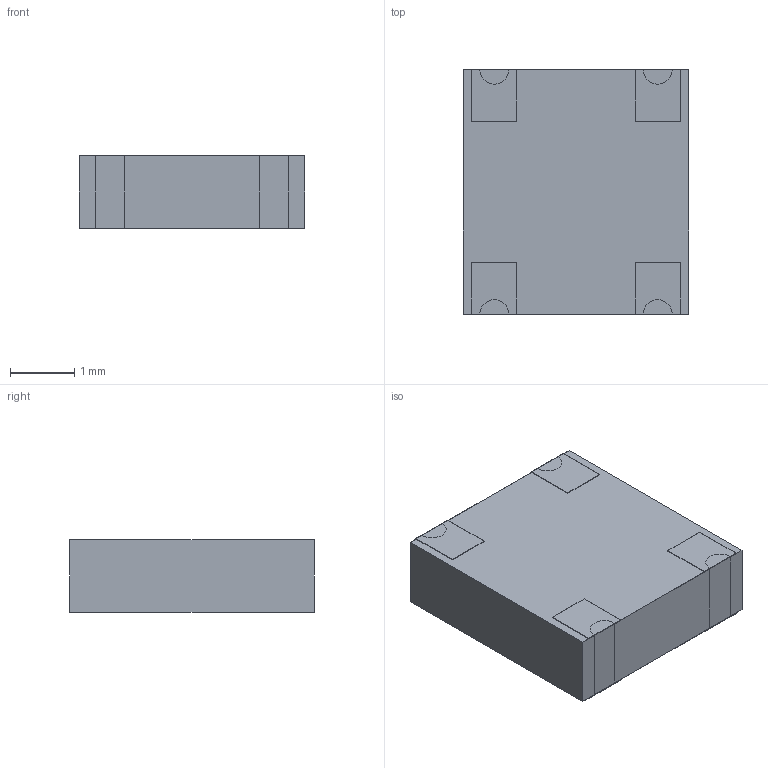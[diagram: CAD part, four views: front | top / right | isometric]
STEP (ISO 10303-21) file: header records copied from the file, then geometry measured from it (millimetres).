
FILE_DESCRIPTION(('FreeCAD Model'),'2;1');
FILE_NAME( 'MBCN.step', '2019-05-15T09:54:55',('Author'),(''), 'Open CASCADE STEP processor 6.8','FreeCAD','Unknown');
FILE_SCHEMA(('AUTOMOTIVE_DESIGN_CC2 { 1 2 10303 214 -1 1 5 4 }'));
Length unit declared in the file: millimetre
Products named in the file (9): ASSEMBLY; Pocket; Pad; Sketch; Sketch003; Pad001; Sketch004; Sketch002; Pad002
Assembly tree (8 placements, depth 2):
  ASSEMBLY
    Pocket
    Pad
    Sketch
    Sketch003
    Pad001
    Sketch004
    Sketch002
    Pad002
Bounding box: 3.5 x 3.8 x 1.15 mm (x, y, z)
Surface area: 173.5 mm2
Topology: 4 solids, 4 shells, 140 faces, 396 edges, 300 vertices
Faces by surface type: plane 136, cylinder 4
Entity records: 9738 total; most frequent: CARTESIAN_POINT 1609, DIRECTION 1390, LINE 1064, VECTOR 1064, ORIENTED_EDGE 712, PCURVE 712, DEFINITIONAL_REPRESENTATION 712, EDGE_CURVE 356
